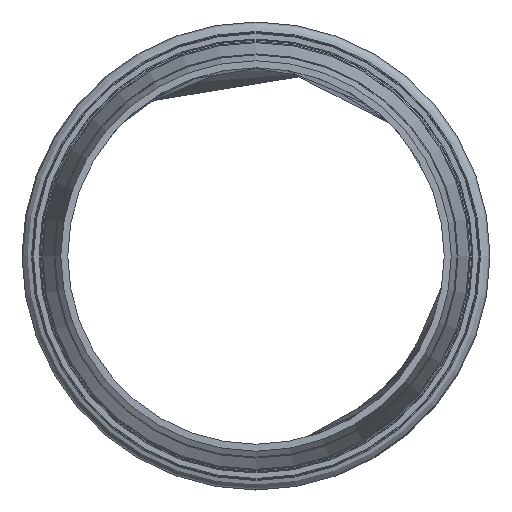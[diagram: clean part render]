
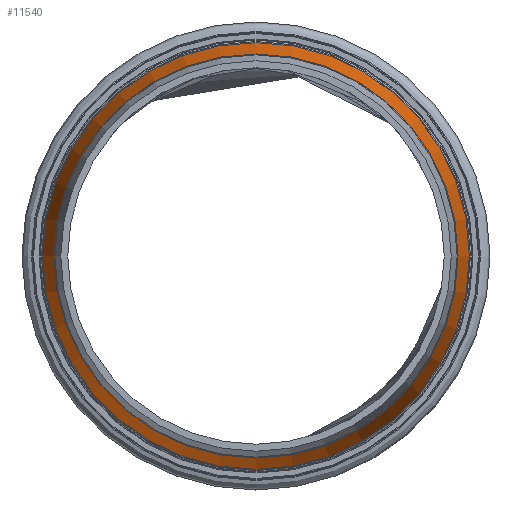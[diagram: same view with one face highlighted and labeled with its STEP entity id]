
A CAD part, front view. The second image highlights one B-rep face of the part: STEP entity #11540.
In plain terms, the highlighted conical face has half-angle 15 degrees and reference radius 56.675 mm.
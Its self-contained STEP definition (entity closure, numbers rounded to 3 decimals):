
#15=CONICAL_SURFACE('',#12796,56.675,0.262);
#884=CIRCLE('',#12795,58.35);
#885=CIRCLE('',#12797,55.);
#1659=FACE_OUTER_BOUND('',#2168,.T.);
#2168=EDGE_LOOP('',(#9259,#9260,#9261,#9262));
#2793=LINE('',#29557,#3400);
#3400=VECTOR('',#15767,56.675);
#5197=VERTEX_POINT('',#29551);
#5198=VERTEX_POINT('',#29555);
#6911=EDGE_CURVE('',#5197,#5197,#884,.T.);
#6913=EDGE_CURVE('',#5198,#5198,#885,.T.);
#6914=EDGE_CURVE('',#5198,#5197,#2793,.T.);
#9259=ORIENTED_EDGE('',*,*,#6913,.F.);
#9260=ORIENTED_EDGE('',*,*,#6914,.T.);
#9261=ORIENTED_EDGE('',*,*,#6911,.T.);
#9262=ORIENTED_EDGE('',*,*,#6914,.F.);
#11540=ADVANCED_FACE('',(#1659),#15,.T.);
#12795=AXIS2_PLACEMENT_3D('',#29552,#15760,#15761);
#12796=AXIS2_PLACEMENT_3D('',#29554,#15763,#15764);
#12797=AXIS2_PLACEMENT_3D('',#29556,#15765,#15766);
#15760=DIRECTION('center_axis',(0.,-1.,0.));
#15761=DIRECTION('ref_axis',(1.,0.,0.));
#15763=DIRECTION('center_axis',(0.,1.,0.));
#15764=DIRECTION('ref_axis',(-1.,0.,0.));
#15765=DIRECTION('center_axis',(0.,-1.,0.));
#15766=DIRECTION('ref_axis',(1.,0.,0.));
#15767=DIRECTION('',(0.259,0.966,0.));
#29551=CARTESIAN_POINT('',(58.35,-1.567,0.));
#29552=CARTESIAN_POINT('Origin',(0.,-1.567,0.));
#29554=CARTESIAN_POINT('Origin',(0.,-7.818,0.));
#29555=CARTESIAN_POINT('',(55.,-14.07,0.));
#29556=CARTESIAN_POINT('Origin',(0.,-14.07,0.));
#29557=CARTESIAN_POINT('',(56.675,-7.818,0.));
